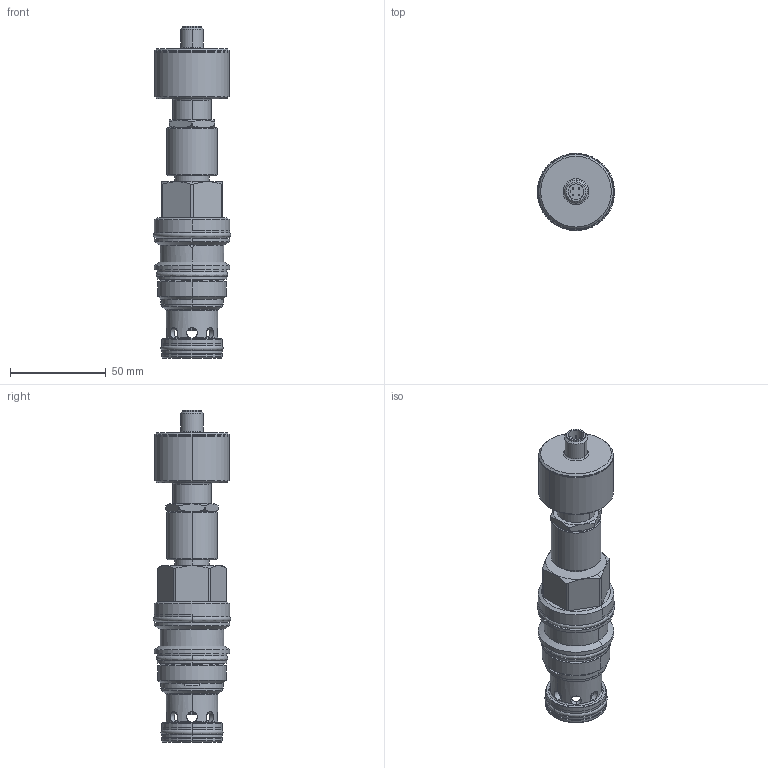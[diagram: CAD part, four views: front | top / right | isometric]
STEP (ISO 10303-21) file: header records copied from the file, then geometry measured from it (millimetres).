
FILE_DESCRIPTION((''),'2;1');
FILE_NAME('LOHOZ-DN_PRT','2014-06-18T',('Administrator'),(''),'PRO/ENGINEER BY PARAMETRIC TECHNOLOGY CORPORATION, 2006240','PRO/ENGINEER BY PARAMETRIC TECHNOLOGY CORPORATION, 2006240','');
FILE_SCHEMA(('CONFIG_CONTROL_DESIGN'));
Length unit declared in the file: inch
Products named in the file (1): LOHOZ-DN_PRT
Bounding box: 40.36 x 40.35 x 173.43 mm (x, y, z)
Volume: 117186.5 mm3; surface area: 38530.2 mm2
Topology: 4 solids, 6 shells, 476 faces, 1066 edges, 640 vertices
Faces by surface type: cylinder 198, cone 99, plane 92, torus 75, revolution 12
Entity records: 14832 total; most frequent: CARTESIAN_POINT 3957, DIRECTION 2476, ORIENTED_EDGE 2120, AXIS2_PLACEMENT_3D 1075, EDGE_CURVE 1060, VERTEX_POINT 640, CIRCLE 611, EDGE_LOOP 548
